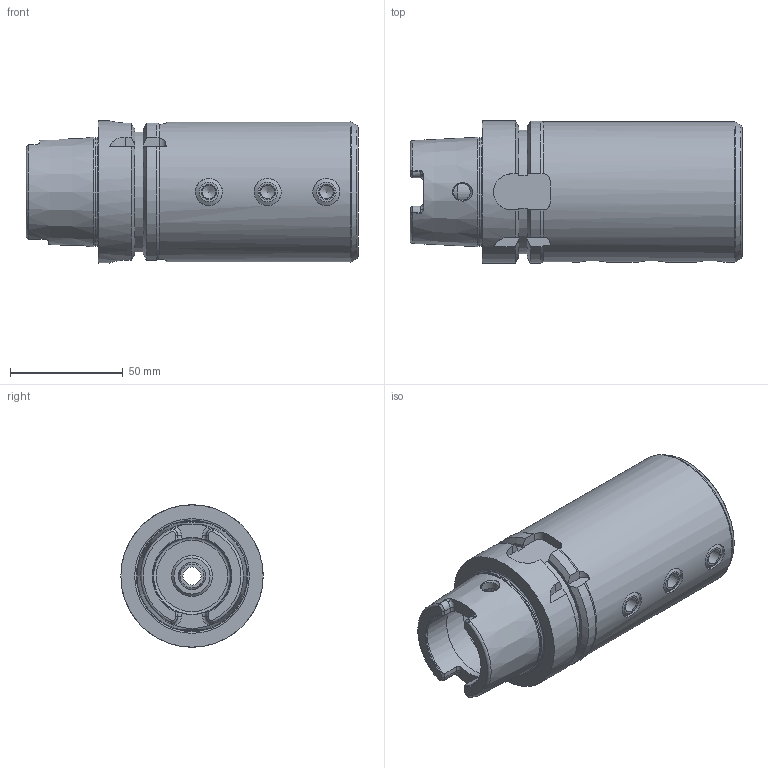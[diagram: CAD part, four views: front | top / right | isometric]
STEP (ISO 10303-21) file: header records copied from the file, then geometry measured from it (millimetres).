
FILE_DESCRIPTION((''),'2;1');
FILE_NAME('591075025115-3D.stp','2019-12-10T16:38:09',('nttooll'),(''),'Autodesk Inventor 2012','Autodesk Inventor 2012','');
FILE_SCHEMA(('AUTOMOTIVE_DESIGN { 1 0 10303 214 1 1 1 1 }'));
Length unit declared in the file: millimetre
Products named in the file (1): 591075025115-3D
Bounding box: 147 x 63 x 63 mm (x, y, z)
Volume: 308208 mm3; surface area: 49838.4 mm2
Topology: 1 solids, 1 shells, 177 faces, 450 edges, 284 vertices
Faces by surface type: plane 58, cylinder 58, cone 41, torus 20
Full cylindrical faces by diameter (mm): 6 x3, 6.928 x3, 7.5 x2, 8 x1, 8.5 x3, 11.3 x1, 12 x7, 18 x1, 25 x1, 25.4 x1, 34 x1, 34.5 x1, 40 x1, 48 x1, 62 x1, 63 x1
Entity records: 5626 total; most frequent: CARTESIAN_POINT 1795, DIRECTION 788, ORIENTED_EDGE 730, EDGE_CURVE 365, AXIS2_PLACEMENT_3D 337, VERTEX_POINT 262, EDGE_LOOP 255, FACE_OUTER_BOUND 177
